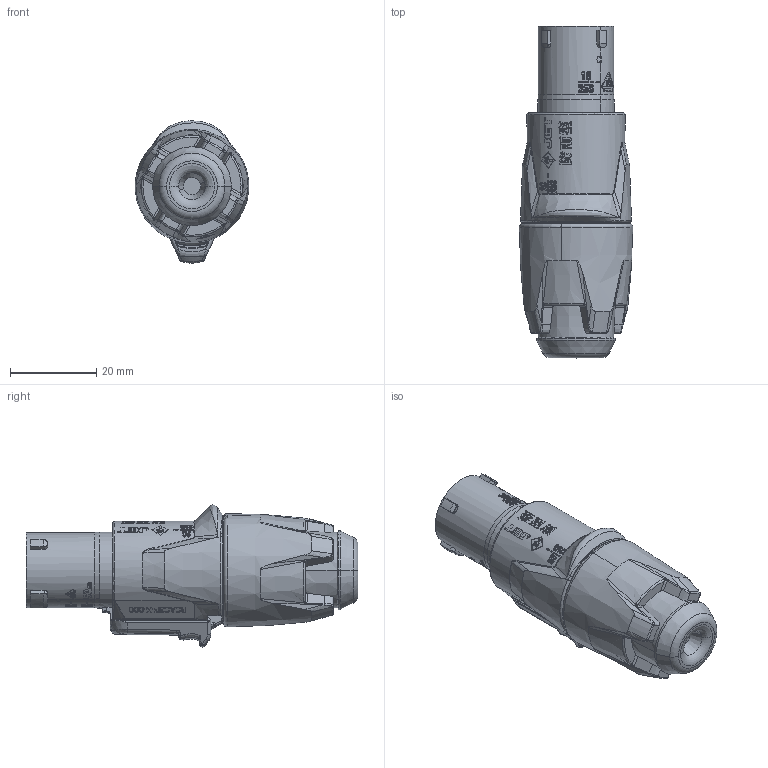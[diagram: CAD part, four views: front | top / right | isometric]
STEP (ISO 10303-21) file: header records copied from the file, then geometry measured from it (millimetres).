
FILE_DESCRIPTION((''),'2;1');
FILE_NAME('RCAC3F-X-000','2022-01-12T',('wpi'),(''),'PRO/ENGINEER BY PARAMETRIC TECHNOLOGY CORPORATION, 2013040','PRO/ENGINEER BY PARAMETRIC TECHNOLOGY CORPORATION, 2013040','');
FILE_SCHEMA(('AUTOMOTIVE_DESIGN { 1 0 10303 214 1 1 1 1 }'));
Products named in the file (1): RCAC3F-X-000
Bounding box: 26.37 x 77.1 x 33.04 mm (x, y, z)
Volume: 30072.5 mm3; surface area: 7525.4 mm2
Topology: 1 solids, 2 shells, 2178 faces, 6005 edges, 3921 vertices
Faces by surface type: plane 876, bspline 518, extrusion 415, cylinder 255, torus 53, cone 47, sphere 14
Entity records: 111300 total; most frequent: CARTESIAN_POINT 44274, ORIENTED_EDGE 11988, DIRECTION 7778, EDGE_CURVE 5994, VERTEX_POINT 3921, VECTOR 3204, LINE 2789, PRESENTATION_STYLE_ASSIGNMENT 2593
